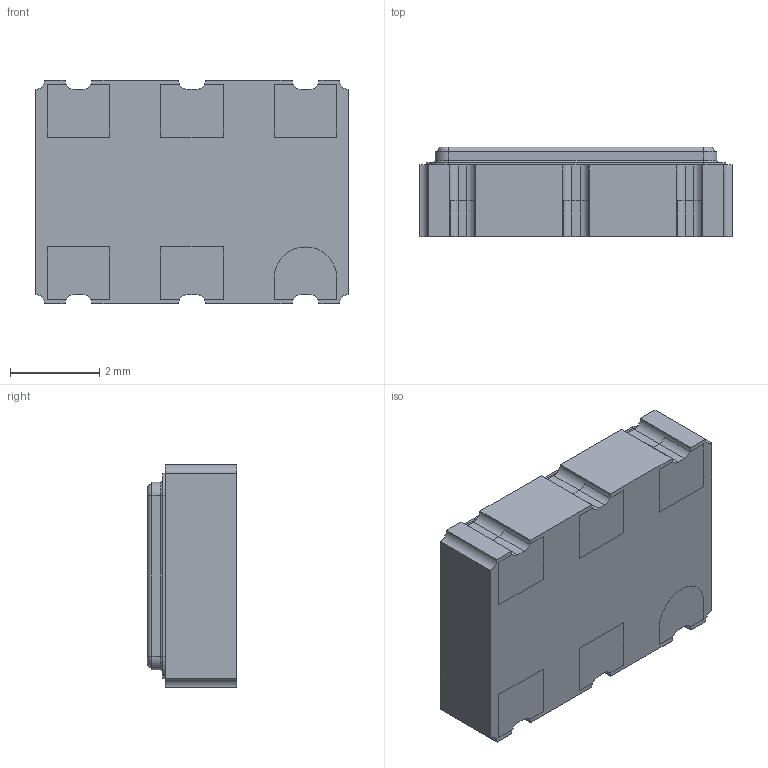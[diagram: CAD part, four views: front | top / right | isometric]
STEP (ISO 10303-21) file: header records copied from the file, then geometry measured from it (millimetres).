
FILE_DESCRIPTION (( 'STEP AP214' ), '1' );
FILE_NAME ('357LB3I027M0000.STEP', '2018-12-21T13:26:33', ( '' ), ( '' ), 'SwSTEP 2.0', 'SolidWorks 2017', '' );
FILE_SCHEMA (( 'AUTOMOTIVE_DESIGN' ));
Length unit declared in the file: millimetre
Products named in the file (1): 357LB3I027M0000
Bounding box: 7 x 2 x 5 mm (x, y, z)
Volume: 65.4 mm3; surface area: 299.6 mm2
Topology: 10 solids, 10 shells, 192 faces, 491 edges, 322 vertices
Faces by surface type: plane 125, cylinder 59, torus 8
Entity records: 5920 total; most frequent: DIRECTION 1015, CARTESIAN_POINT 1006, ORIENTED_EDGE 982, EDGE_CURVE 491, LINE 353, VECTOR 353, AXIS2_PLACEMENT_3D 331, VERTEX_POINT 322
